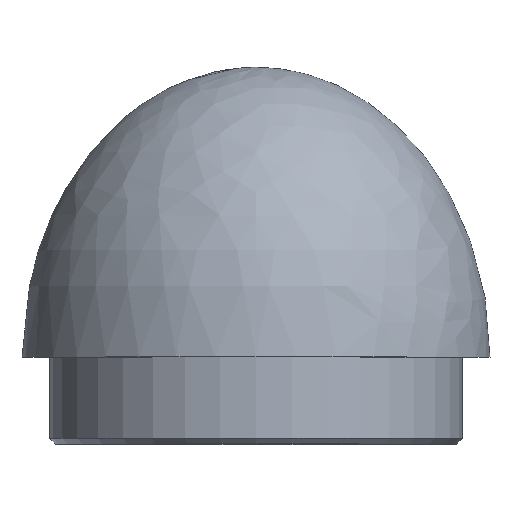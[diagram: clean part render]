
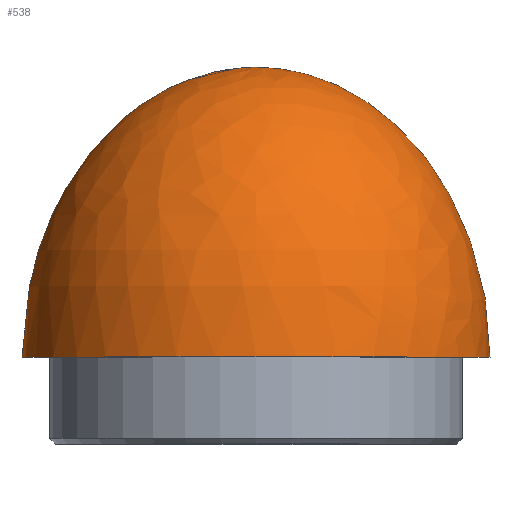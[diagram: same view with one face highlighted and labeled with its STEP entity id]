
A CAD part, top view. The second image highlights one B-rep face of the part: STEP entity #538.
In plain terms, the highlighted free-form (B-spline) face has degree [2, 2] with [3, 9] control points.
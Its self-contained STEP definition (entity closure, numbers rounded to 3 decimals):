
#15=ELLIPSE('',#621,50.,40.35);
#17=(
BOUNDED_SURFACE()
B_SPLINE_SURFACE(2,2,((#1817,#1818,#1819,#1820,#1821,#1822,#1823,#1824,
#1825),(#1826,#1827,#1828,#1829,#1830,#1831,#1832,#1833,#1834),(#1835,#1836,
#1837,#1838,#1839,#1840,#1841,#1842,#1843)),.UNSPECIFIED.,.F.,.T.,.F.)
B_SPLINE_SURFACE_WITH_KNOTS((3,3),(3,2,2,2,3),(-1.571,0.),
(0.,1.571,3.142,4.712,6.283),
 .UNSPECIFIED.)
GEOMETRIC_REPRESENTATION_ITEM()
RATIONAL_B_SPLINE_SURFACE(((1.,0.707,1.,0.707,1.,
0.707,1.,0.707,1.),(0.707,0.5,0.707,
0.5,0.707,0.5,0.707,0.5,0.707),(1.,
0.707,1.,0.707,1.,0.707,1.,0.707,
1.)))
REPRESENTATION_ITEM('')
SURFACE()
);
#92=FACE_OUTER_BOUND('',#129,.T.);
#129=EDGE_LOOP('',(#492,#493,#494));
#175=CIRCLE('',#620,40.35);
#250=VERTEX_POINT('',#1815);
#251=VERTEX_POINT('',#1844);
#331=EDGE_CURVE('',#250,#250,#175,.T.);
#332=EDGE_CURVE('',#250,#251,#15,.T.);
#492=ORIENTED_EDGE('',*,*,#332,.T.);
#493=ORIENTED_EDGE('',*,*,#332,.F.);
#494=ORIENTED_EDGE('',*,*,#331,.F.);
#538=ADVANCED_FACE('',(#92),#17,.T.);
#620=AXIS2_PLACEMENT_3D('',#1816,#766,#767);
#621=AXIS2_PLACEMENT_3D('',#1845,#768,#769);
#766=DIRECTION('center_axis',(0.,-1.,0.));
#767=DIRECTION('ref_axis',(1.,0.,0.));
#768=DIRECTION('center_axis',(0.,0.,1.));
#769=DIRECTION('ref_axis',(0.,1.,0.));
#1815=CARTESIAN_POINT('',(40.35,0.,0.));
#1816=CARTESIAN_POINT('Origin',(0.,0.,0.));
#1817=CARTESIAN_POINT('Ctrl Pts',(40.35,0.,0.));
#1818=CARTESIAN_POINT('Ctrl Pts',(40.35,0.,40.35));
#1819=CARTESIAN_POINT('Ctrl Pts',(0.,0.,
40.35));
#1820=CARTESIAN_POINT('Ctrl Pts',(-40.35,0.,40.35));
#1821=CARTESIAN_POINT('Ctrl Pts',(-40.35,0.,0.));
#1822=CARTESIAN_POINT('Ctrl Pts',(-40.35,0.,-40.35));
#1823=CARTESIAN_POINT('Ctrl Pts',(0.,0.,
-40.35));
#1824=CARTESIAN_POINT('Ctrl Pts',(40.35,0.,-40.35));
#1825=CARTESIAN_POINT('Ctrl Pts',(40.35,0.,0.));
#1826=CARTESIAN_POINT('Ctrl Pts',(40.35,50.,0.));
#1827=CARTESIAN_POINT('Ctrl Pts',(40.35,50.,40.35));
#1828=CARTESIAN_POINT('Ctrl Pts',(0.,50.,40.35));
#1829=CARTESIAN_POINT('Ctrl Pts',(-40.35,50.,40.35));
#1830=CARTESIAN_POINT('Ctrl Pts',(-40.35,50.,0.));
#1831=CARTESIAN_POINT('Ctrl Pts',(-40.35,50.,-40.35));
#1832=CARTESIAN_POINT('Ctrl Pts',(0.,50.,-40.35));
#1833=CARTESIAN_POINT('Ctrl Pts',(40.35,50.,-40.35));
#1834=CARTESIAN_POINT('Ctrl Pts',(40.35,50.,0.));
#1835=CARTESIAN_POINT('Ctrl Pts',(0.,50.,0.));
#1836=CARTESIAN_POINT('Ctrl Pts',(0.,50.,0.));
#1837=CARTESIAN_POINT('Ctrl Pts',(0.,50.,0.));
#1838=CARTESIAN_POINT('Ctrl Pts',(0.,50.,0.));
#1839=CARTESIAN_POINT('Ctrl Pts',(0.,50.,0.));
#1840=CARTESIAN_POINT('Ctrl Pts',(0.,50.,0.));
#1841=CARTESIAN_POINT('Ctrl Pts',(0.,50.,0.));
#1842=CARTESIAN_POINT('Ctrl Pts',(0.,50.,0.));
#1843=CARTESIAN_POINT('Ctrl Pts',(0.,50.,0.));
#1844=CARTESIAN_POINT('',(0.,50.,0.));
#1845=CARTESIAN_POINT('Origin',(0.,0.,0.));
